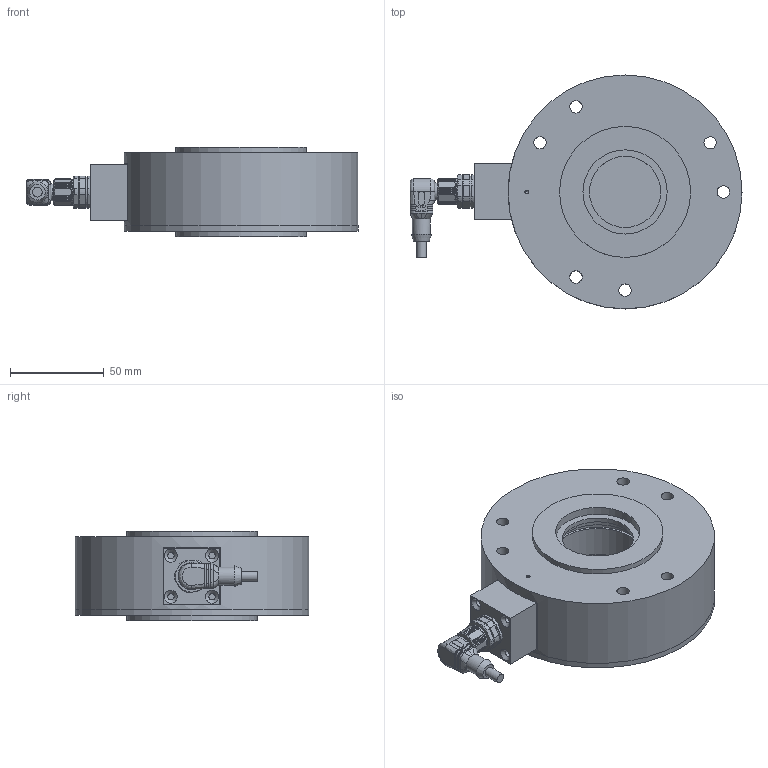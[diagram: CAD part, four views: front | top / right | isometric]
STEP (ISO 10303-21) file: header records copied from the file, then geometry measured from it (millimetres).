
FILE_DESCRIPTION (( 'STEP AP214' ), '1' );
FILE_NAME ('a_BZA2-30-160N...1600N-S2 STEP.STEP', '2024-10-04T12:00:54', ( '' ), ( '' ), 'SwSTEP 2.0', 'SolidWorks 2023', '' );
FILE_SCHEMA (( 'AUTOMOTIVE_DESIGN' ));
Length unit declared in the file: millimetre
Products named in the file (1): a_BZA2-30-160N...1600N-S2 STEP
Bounding box: 177.45 x 125 x 48 mm (x, y, z)
Volume: 470098.6 mm3; surface area: 118895.5 mm2
Topology: 6 solids, 11 shells, 727 faces, 1904 edges, 1234 vertices
Faces by surface type: plane 385, cylinder 200, cone 76, bspline 63, torus 3
Full cylindrical faces by diameter (mm): 1 x8, 1.1 x4, 1.15 x4, 1.2 x1, 1.5 x4, 1.55 x8, 1.6 x8, 1.85 x4, 2 x1, 3.4 x4, 5.2 x1, 6.6 x12, 7.65 x1, 8.375 x1, 8.42 x1, 9.22 x1, 9.3 x1, 9.6 x1, 9.7 x1, 9.95 x1, 10.4 x1, 10.8 x1, 11 x1, 12 x1, 13.5 x2, 14 x1, 14.5 x1, 16 x1, 16.7 x1, 24 x1
Entity records: 24556 total; most frequent: CARTESIAN_POINT 7997, ORIENTED_EDGE 3392, DIRECTION 3153, EDGE_CURVE 1696, VERTEX_POINT 1166, AXIS2_PLACEMENT_3D 1147, EDGE_LOOP 958, VECTOR 859
